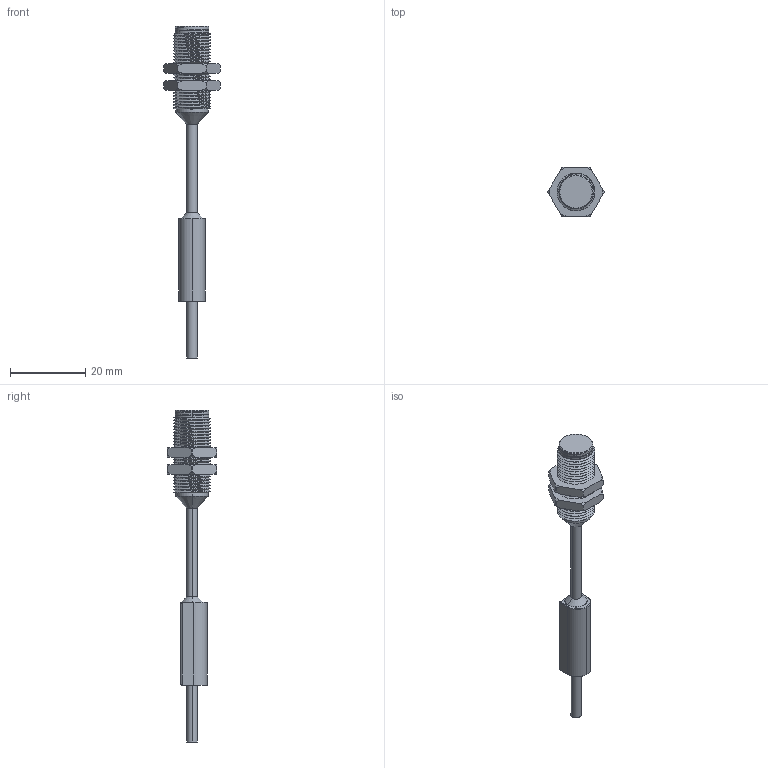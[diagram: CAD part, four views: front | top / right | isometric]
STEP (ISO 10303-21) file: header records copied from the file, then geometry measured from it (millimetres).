
FILE_DESCRIPTION (( 'STEP AP203' ), '1' );
FILE_NAME ('MR-F11.STEP', '2018-07-30T06:32:55', ( 'XiaZaiMa.COM' ), ( 'Win10NeT.COM' ), 'SwSTEP 2.0', 'SolidWorks 2016', '' );
FILE_SCHEMA (( 'CONFIG_CONTROL_DESIGN' ));
Length unit declared in the file: millimetre
Products named in the file (3): M10X0.75蹟簽; MR-F11
Assembly tree (3 placements, depth 2):
  MR-F11
    MR-F11
    M10X0.75蹟簽  x2
Bounding box: 15 x 13 x 88 mm (x, y, z)
Volume: 3294.9 mm3; surface area: 2987.2 mm2
Topology: 3 solids, 3 shells, 171 faces, 463 edges, 293 vertices
Faces by surface type: cylinder 90, cone 34, plane 27, bspline 13, torus 7
Entity records: 9318 total; most frequent: CARTESIAN_POINT 5937, ORIENTED_EDGE 742, DIRECTION 557, EDGE_CURVE 371, VERTEX_POINT 237, AXIS2_PLACEMENT_3D 218, EDGE_LOOP 146, ADVANCED_FACE 141
